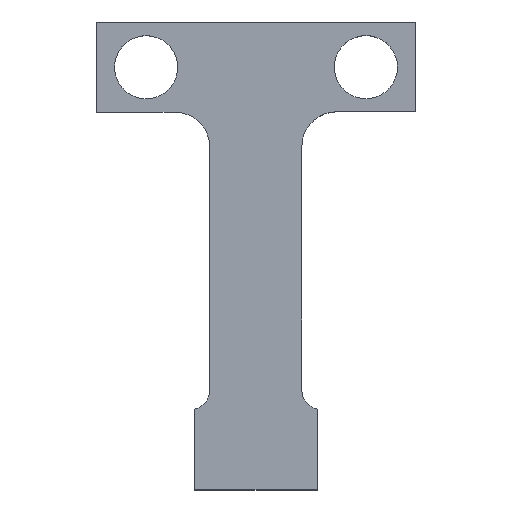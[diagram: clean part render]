
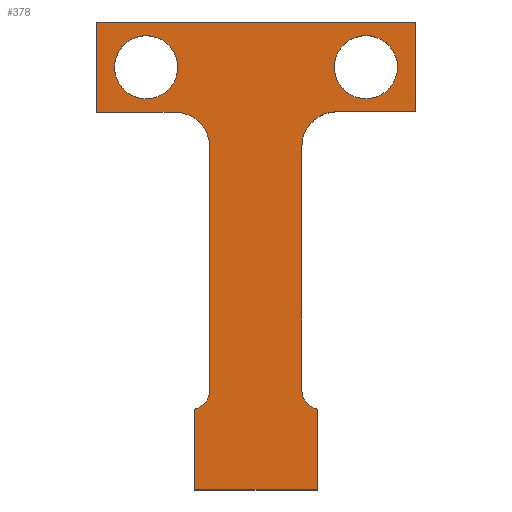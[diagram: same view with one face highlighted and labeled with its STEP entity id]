
A CAD part, top view. The second image highlights one B-rep face of the part: STEP entity #378.
In plain terms, the highlighted planar face has unit normal (0, 0, 1).
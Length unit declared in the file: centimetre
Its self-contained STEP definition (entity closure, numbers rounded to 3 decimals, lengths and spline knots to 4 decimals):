
#16=FACE_BOUND('',#73,.T.);
#17=FACE_BOUND('',#74,.T.);
#31=PLANE('',#426);
#51=FACE_OUTER_BOUND('',#72,.T.);
#72=EDGE_LOOP('',(#321,#322,#323,#324,#325,#326,#327,#328,#329,#330,#331,
#332,#333,#334));
#73=EDGE_LOOP('',(#335));
#74=EDGE_LOOP('',(#336));
#86=LINE('',#568,#123);
#89=LINE('',#579,#126);
#96=LINE('',#605,#133);
#98=LINE('',#610,#135);
#101=LINE('',#614,#138);
#102=LINE('',#617,#139);
#106=LINE('',#625,#143);
#109=LINE('',#631,#146);
#112=LINE('',#635,#149);
#114=LINE('',#638,#151);
#123=VECTOR('',#458,0.1);
#126=VECTOR('',#469,0.1);
#133=VECTOR('',#498,0.1);
#135=VECTOR('',#502,0.1);
#138=VECTOR('',#507,0.1);
#139=VECTOR('',#510,0.1);
#143=VECTOR('',#516,0.1);
#146=VECTOR('',#521,0.1);
#149=VECTOR('',#526,0.1);
#151=VECTOR('',#530,0.1);
#153=CIRCLE('',#396,0.25);
#154=CIRCLE('',#398,0.25);
#157=CIRCLE('',#402,0.45);
#159=CIRCLE('',#406,0.45);
#162=CIRCLE('',#413,0.4113);
#164=CIRCLE('',#416,0.4115);
#168=VERTEX_POINT('',#540);
#169=VERTEX_POINT('',#542);
#170=VERTEX_POINT('',#546);
#171=VERTEX_POINT('',#547);
#176=VERTEX_POINT('',#558);
#177=VERTEX_POINT('',#560);
#179=VERTEX_POINT('',#566);
#182=VERTEX_POINT('',#573);
#183=VERTEX_POINT('',#575);
#186=VERTEX_POINT('',#589);
#188=VERTEX_POINT('',#595);
#191=VERTEX_POINT('',#603);
#193=VERTEX_POINT('',#609);
#194=VERTEX_POINT('',#616);
#197=VERTEX_POINT('',#624);
#199=VERTEX_POINT('',#630);
#202=EDGE_CURVE('',#168,#169,#153,.T.);
#204=EDGE_CURVE('',#170,#171,#154,.T.);
#210=EDGE_CURVE('',#176,#177,#157,.T.);
#214=EDGE_CURVE('',#176,#179,#86,.T.);
#217=EDGE_CURVE('',#182,#183,#159,.T.);
#219=EDGE_CURVE('',#182,#171,#89,.T.);
#224=EDGE_CURVE('',#186,#186,#162,.T.);
#227=EDGE_CURVE('',#188,#188,#164,.T.);
#232=EDGE_CURVE('',#170,#191,#96,.T.);
#234=EDGE_CURVE('',#193,#169,#98,.T.);
#237=EDGE_CURVE('',#191,#193,#101,.T.);
#238=EDGE_CURVE('',#194,#183,#102,.T.);
#242=EDGE_CURVE('',#197,#194,#106,.T.);
#245=EDGE_CURVE('',#199,#197,#109,.T.);
#248=EDGE_CURVE('',#179,#199,#112,.T.);
#250=EDGE_CURVE('',#168,#177,#114,.T.);
#321=ORIENTED_EDGE('',*,*,#250,.T.);
#322=ORIENTED_EDGE('',*,*,#210,.F.);
#323=ORIENTED_EDGE('',*,*,#214,.T.);
#324=ORIENTED_EDGE('',*,*,#248,.T.);
#325=ORIENTED_EDGE('',*,*,#245,.T.);
#326=ORIENTED_EDGE('',*,*,#242,.T.);
#327=ORIENTED_EDGE('',*,*,#238,.T.);
#328=ORIENTED_EDGE('',*,*,#217,.F.);
#329=ORIENTED_EDGE('',*,*,#219,.T.);
#330=ORIENTED_EDGE('',*,*,#204,.F.);
#331=ORIENTED_EDGE('',*,*,#232,.T.);
#332=ORIENTED_EDGE('',*,*,#237,.T.);
#333=ORIENTED_EDGE('',*,*,#234,.T.);
#334=ORIENTED_EDGE('',*,*,#202,.F.);
#335=ORIENTED_EDGE('',*,*,#224,.T.);
#336=ORIENTED_EDGE('',*,*,#227,.T.);
#378=ADVANCED_FACE('',(#51,#16,#17),#31,.T.);
#396=AXIS2_PLACEMENT_3D('',#543,#435,#436);
#398=AXIS2_PLACEMENT_3D('',#548,#440,#441);
#402=AXIS2_PLACEMENT_3D('',#561,#451,#452);
#406=AXIS2_PLACEMENT_3D('',#576,#464,#465);
#413=AXIS2_PLACEMENT_3D('',#590,#482,#483);
#416=AXIS2_PLACEMENT_3D('',#596,#489,#490);
#426=AXIS2_PLACEMENT_3D('',#639,#531,#532);
#435=DIRECTION('center_axis',(0.,0.,1.));
#436=DIRECTION('ref_axis',(-0.188,-0.982,0.));
#440=DIRECTION('center_axis',(0.,0.,1.));
#441=DIRECTION('ref_axis',(0.212,-0.977,0.));
#451=DIRECTION('center_axis',(0.,0.,1.));
#452=DIRECTION('ref_axis',(-0.707,0.707,0.));
#458=DIRECTION('',(1.,0.,0.));
#464=DIRECTION('center_axis',(0.,0.,1.));
#465=DIRECTION('ref_axis',(0.707,0.707,0.));
#469=DIRECTION('',(0.,-1.,0.));
#482=DIRECTION('center_axis',(0.,0.,-1.));
#483=DIRECTION('ref_axis',(-1.,0.,0.));
#489=DIRECTION('center_axis',(0.,0.,-1.));
#490=DIRECTION('ref_axis',(-1.,0.,0.));
#498=DIRECTION('',(0.,-1.,0.));
#502=DIRECTION('',(0.,1.,0.));
#507=DIRECTION('',(1.,0.,0.));
#510=DIRECTION('',(1.,0.,0.));
#516=DIRECTION('',(0.,-1.,0.));
#521=DIRECTION('',(-1.,0.,0.));
#526=DIRECTION('',(0.,1.,0.));
#530=DIRECTION('',(0.,1.,0.));
#531=DIRECTION('center_axis',(0.,0.,1.));
#532=DIRECTION('ref_axis',(1.,0.,0.));
#540=CARTESIAN_POINT('',(25.1695,-106.5557,7.));
#542=CARTESIAN_POINT('',(25.3725,-106.8012,7.));
#543=CARTESIAN_POINT('Origin',(25.4195,-106.5557,7.));
#546=CARTESIAN_POINT('',(23.7725,-106.8012,7.));
#547=CARTESIAN_POINT('',(23.9695,-106.5569,7.));
#548=CARTESIAN_POINT('Origin',(23.7195,-106.5569,7.));
#558=CARTESIAN_POINT('',(25.6195,-102.9295,7.));
#560=CARTESIAN_POINT('',(25.1695,-103.3795,7.));
#561=CARTESIAN_POINT('Origin',(25.6195,-103.3795,7.));
#566=CARTESIAN_POINT('',(26.6531,-102.9295,7.));
#568=CARTESIAN_POINT('',(26.9708,-102.9295,7.));
#573=CARTESIAN_POINT('',(23.9695,-103.3856,7.));
#575=CARTESIAN_POINT('',(23.5195,-102.9356,7.));
#576=CARTESIAN_POINT('Origin',(23.5195,-103.3856,7.));
#579=CARTESIAN_POINT('',(23.9695,-107.2012,7.));
#589=CARTESIAN_POINT('',(26.4149,-102.3483,7.));
#590=CARTESIAN_POINT('Origin',(26.0037,-102.3483,7.));
#595=CARTESIAN_POINT('',(23.5536,-102.3495,7.));
#596=CARTESIAN_POINT('Origin',(23.142,-102.3495,7.));
#603=CARTESIAN_POINT('',(23.7725,-107.8533,7.));
#605=CARTESIAN_POINT('',(23.7725,-107.8533,7.));
#609=CARTESIAN_POINT('',(25.3725,-107.8533,7.));
#610=CARTESIAN_POINT('',(25.3725,-106.8012,7.));
#614=CARTESIAN_POINT('',(25.3725,-107.8533,7.));
#616=CARTESIAN_POINT('',(22.4918,-102.9356,7.));
#617=CARTESIAN_POINT('',(24.519,-102.9356,7.));
#624=CARTESIAN_POINT('',(22.4918,-101.76,7.));
#625=CARTESIAN_POINT('',(22.4918,-101.7073,7.));
#630=CARTESIAN_POINT('',(26.6531,-101.76,7.));
#631=CARTESIAN_POINT('',(21.8725,-101.76,7.));
#635=CARTESIAN_POINT('',(26.6531,-101.5539,7.));
#638=CARTESIAN_POINT('',(25.1695,-107.2012,7.));
#639=CARTESIAN_POINT('Origin',(24.5725,-104.2806,7.));
